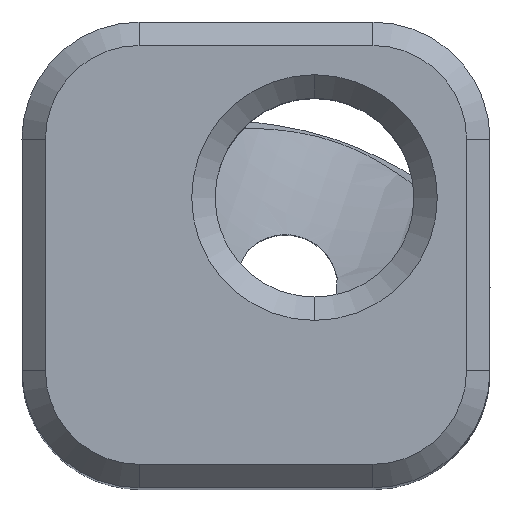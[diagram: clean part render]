
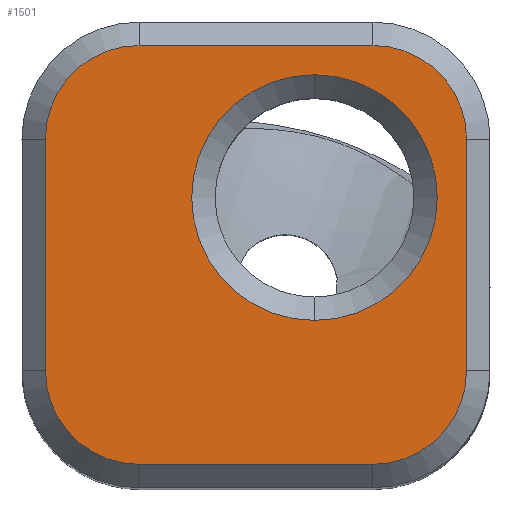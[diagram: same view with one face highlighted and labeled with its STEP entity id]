
A CAD part, top view. The second image highlights one B-rep face of the part: STEP entity #1501.
In plain terms, the highlighted planar face has unit normal (0, 0, 1).
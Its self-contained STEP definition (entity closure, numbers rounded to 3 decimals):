
#28 = VECTOR ( 'NONE', #1135, 1000. ) ;
#34 = DIRECTION ( 'NONE',  ( 0., 1., 0. ) ) ;
#53 = DIRECTION ( 'NONE',  ( 0., 1., 0. ) ) ;
#55 = EDGE_CURVE ( 'NONE', #1914, #244, #2129, .T. ) ;
#132 = ORIENTED_EDGE ( 'NONE', *, *, #1661, .T. ) ;
#169 = VECTOR ( 'NONE', #1845, 1000. ) ;
#212 = FACE_OUTER_BOUND ( 'NONE', #945, .T. ) ;
#222 = EDGE_CURVE ( 'NONE', #244, #573, #528, .T. ) ;
#229 = PLANE ( 'NONE',  #1165 ) ;
#244 = VERTEX_POINT ( 'NONE', #1880 ) ;
#246 = CARTESIAN_POINT ( 'NONE',  ( -53., -47.959, -34.232 ) ) ;
#250 = EDGE_CURVE ( 'NONE', #555, #1544, #791, .T. ) ;
#254 = VERTEX_POINT ( 'NONE', #714 ) ;
#261 = VERTEX_POINT ( 'NONE', #374 ) ;
#294 = DIRECTION ( 'NONE',  ( 0., 0., 1. ) ) ;
#321 = ORIENTED_EDGE ( 'NONE', *, *, #473, .T. ) ;
#365 = CARTESIAN_POINT ( 'NONE',  ( -54., -45., -34.232 ) ) ;
#374 = CARTESIAN_POINT ( 'NONE',  ( -57., -49.559, -34.232 ) ) ;
#389 = CARTESIAN_POINT ( 'NONE',  ( -51.4, -47.959, -34.232 ) ) ;
#473 = EDGE_CURVE ( 'NONE', #1274, #1914, #729, .T. ) ;
#499 = DIRECTION ( 'NONE',  ( 0., 1., 0. ) ) ;
#528 = LINE ( 'NONE', #1187, #169 ) ;
#554 = DIRECTION ( 'NONE',  ( 0., 1., 0. ) ) ;
#555 = VERTEX_POINT ( 'NONE', #1945 ) ;
#564 = DIRECTION ( 'NONE',  ( 0., 0., -1. ) ) ;
#573 = VERTEX_POINT ( 'NONE', #851 ) ;
#714 = CARTESIAN_POINT ( 'NONE',  ( -54., -47.1, -34.232 ) ) ;
#715 = DIRECTION ( 'NONE',  ( 0., 1., 0. ) ) ;
#729 = LINE ( 'NONE', #936, #28 ) ;
#734 = EDGE_CURVE ( 'NONE', #573, #555, #1055, .T. ) ;
#761 = CARTESIAN_POINT ( 'NONE',  ( -57., -47.959, -34.232 ) ) ;
#788 = ORIENTED_EDGE ( 'NONE', *, *, #222, .T. ) ;
#789 = DIRECTION ( 'NONE',  ( 0., 1., 0. ) ) ;
#791 = LINE ( 'NONE', #1287, #1614 ) ;
#838 = CARTESIAN_POINT ( 'NONE',  ( -53., -49.559, -34.232 ) ) ;
#851 = CARTESIAN_POINT ( 'NONE',  ( -57., -42.4, -34.232 ) ) ;
#852 = CARTESIAN_POINT ( 'NONE',  ( 0., 0., -34.232 ) ) ;
#936 = CARTESIAN_POINT ( 'NONE',  ( -51.4, -44., -34.232 ) ) ;
#945 = EDGE_LOOP ( 'NONE', ( #788, #1038, #2125, #968, #132, #1718, #321, #1805 ) ) ;
#954 = AXIS2_PLACEMENT_3D ( 'NONE', #1017, #1684, #715 ) ;
#955 = ORIENTED_EDGE ( 'NONE', *, *, #1074, .T. ) ;
#968 = ORIENTED_EDGE ( 'NONE', *, *, #2134, .T. ) ;
#989 = CIRCLE ( 'NONE', #2104, 2.1 ) ;
#994 = AXIS2_PLACEMENT_3D ( 'NONE', #761, #294, #789 ) ;
#1017 = CARTESIAN_POINT ( 'NONE',  ( -57., -44., -34.232 ) ) ;
#1018 = DIRECTION ( 'NONE',  ( 0., 0., -1. ) ) ;
#1021 = AXIS2_PLACEMENT_3D ( 'NONE', #1859, #1177, #34 ) ;
#1038 = ORIENTED_EDGE ( 'NONE', *, *, #734, .T. ) ;
#1055 = CIRCLE ( 'NONE', #954, 1.6 ) ;
#1063 = ORIENTED_EDGE ( 'NONE', *, *, #1439, .T. ) ;
#1074 = EDGE_CURVE ( 'NONE', #1130, #254, #1412, .T. ) ;
#1127 = CIRCLE ( 'NONE', #1724, 1.6 ) ;
#1130 = VERTEX_POINT ( 'NONE', #1193 ) ;
#1135 = DIRECTION ( 'NONE',  ( 0., 1., 0. ) ) ;
#1157 = VERTEX_POINT ( 'NONE', #838 ) ;
#1165 = AXIS2_PLACEMENT_3D ( 'NONE', #852, #564, #53 ) ;
#1177 = DIRECTION ( 'NONE',  ( 0., 0., 1. ) ) ;
#1187 = CARTESIAN_POINT ( 'NONE',  ( -57., -42.4, -34.232 ) ) ;
#1189 = FACE_BOUND ( 'NONE', #1763, .T. ) ;
#1193 = CARTESIAN_POINT ( 'NONE',  ( -54., -42.9, -34.232 ) ) ;
#1202 = AXIS2_PLACEMENT_3D ( 'NONE', #1831, #1356, #499 ) ;
#1215 = DIRECTION ( 'NONE',  ( 0., -1., 0. ) ) ;
#1274 = VERTEX_POINT ( 'NONE', #389 ) ;
#1276 = CARTESIAN_POINT ( 'NONE',  ( -58.6, -47.959, -34.232 ) ) ;
#1287 = CARTESIAN_POINT ( 'NONE',  ( -58.6, 0., -34.232 ) ) ;
#1356 = DIRECTION ( 'NONE',  ( 0., 0., -1. ) ) ;
#1387 = DIRECTION ( 'NONE',  ( 0., 1., 0. ) ) ;
#1412 = CIRCLE ( 'NONE', #1202, 2.1 ) ;
#1439 = EDGE_CURVE ( 'NONE', #254, #1130, #989, .T. ) ;
#1501 = ADVANCED_FACE ( 'NONE', ( #212, #1189 ), #229, .F. ) ;
#1544 = VERTEX_POINT ( 'NONE', #1276 ) ;
#1551 = VECTOR ( 'NONE', #1672, 1000. ) ;
#1614 = VECTOR ( 'NONE', #1215, 1000. ) ;
#1640 = CARTESIAN_POINT ( 'NONE',  ( -51.4, -44., -34.232 ) ) ;
#1661 = EDGE_CURVE ( 'NONE', #261, #1157, #1985, .T. ) ;
#1672 = DIRECTION ( 'NONE',  ( 1., 0., 0. ) ) ;
#1684 = DIRECTION ( 'NONE',  ( 0., 0., 1. ) ) ;
#1710 = EDGE_CURVE ( 'NONE', #1157, #1274, #1127, .T. ) ;
#1718 = ORIENTED_EDGE ( 'NONE', *, *, #1710, .T. ) ;
#1722 = CIRCLE ( 'NONE', #994, 1.6 ) ;
#1724 = AXIS2_PLACEMENT_3D ( 'NONE', #246, #1735, #1387 ) ;
#1735 = DIRECTION ( 'NONE',  ( 0., 0., 1. ) ) ;
#1763 = EDGE_LOOP ( 'NONE', ( #1063, #955 ) ) ;
#1805 = ORIENTED_EDGE ( 'NONE', *, *, #55, .T. ) ;
#1831 = CARTESIAN_POINT ( 'NONE',  ( -54., -45., -34.232 ) ) ;
#1832 = CARTESIAN_POINT ( 'NONE',  ( 0., -49.559, -34.232 ) ) ;
#1845 = DIRECTION ( 'NONE',  ( -1., 0., 0. ) ) ;
#1859 = CARTESIAN_POINT ( 'NONE',  ( -53., -44., -34.232 ) ) ;
#1880 = CARTESIAN_POINT ( 'NONE',  ( -53., -42.4, -34.232 ) ) ;
#1914 = VERTEX_POINT ( 'NONE', #1640 ) ;
#1945 = CARTESIAN_POINT ( 'NONE',  ( -58.6, -44., -34.232 ) ) ;
#1985 = LINE ( 'NONE', #1832, #1551 ) ;
#2104 = AXIS2_PLACEMENT_3D ( 'NONE', #365, #1018, #554 ) ;
#2125 = ORIENTED_EDGE ( 'NONE', *, *, #250, .T. ) ;
#2129 = CIRCLE ( 'NONE', #1021, 1.6 ) ;
#2134 = EDGE_CURVE ( 'NONE', #1544, #261, #1722, .T. ) ;
